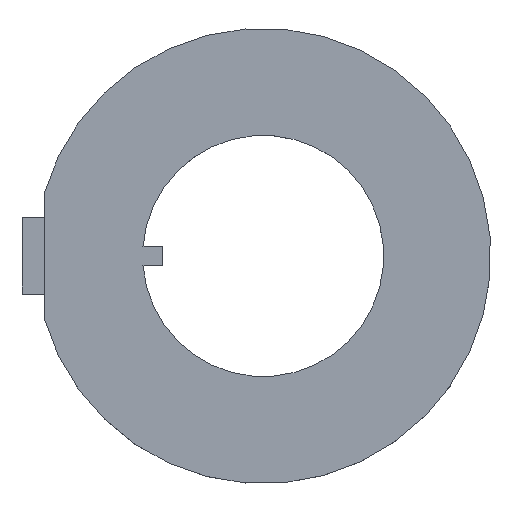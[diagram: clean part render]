
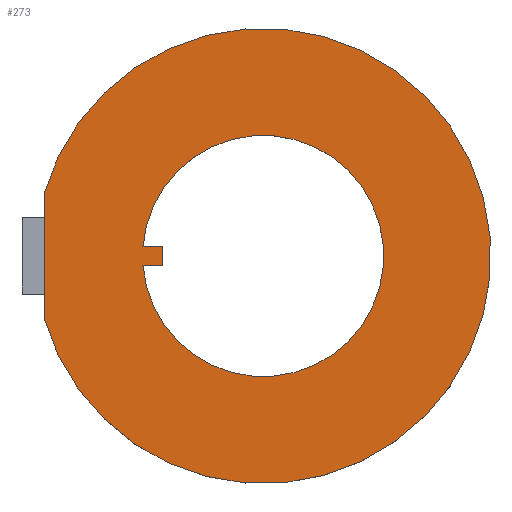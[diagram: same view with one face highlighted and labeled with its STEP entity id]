
A CAD part, top view. The second image highlights one B-rep face of the part: STEP entity #273.
In plain terms, the highlighted planar face has unit normal (0, 0, 1).
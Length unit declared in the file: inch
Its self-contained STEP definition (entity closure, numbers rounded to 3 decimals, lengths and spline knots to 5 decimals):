
#15=FACE_BOUND('',#42,.T.);
#26=FACE_OUTER_BOUND('',#41,.T.);
#41=EDGE_LOOP('',(#209,#210,#211,#212));
#42=EDGE_LOOP('',(#213,#214,#215,#216));
#54=CIRCLE('',#293,0.236);
#55=CIRCLE('',#294,0.125);
#72=LINE('',#414,#103);
#73=LINE('',#418,#104);
#74=LINE('',#421,#105);
#75=LINE('',#426,#106);
#76=LINE('',#428,#107);
#77=LINE('',#429,#108);
#103=VECTOR('',#335,0.079);
#104=VECTOR('',#340,0.02505);
#105=VECTOR('',#343,0.02505);
#106=VECTOR('',#346,0.0206);
#107=VECTOR('',#347,0.02);
#108=VECTOR('',#348,0.0206);
#121=VERTEX_POINT('',#383);
#126=VERTEX_POINT('',#395);
#132=VERTEX_POINT('',#417);
#133=VERTEX_POINT('',#419);
#134=VERTEX_POINT('',#422);
#135=VERTEX_POINT('',#423);
#136=VERTEX_POINT('',#425);
#137=VERTEX_POINT('',#427);
#160=EDGE_CURVE('',#126,#121,#72,.T.);
#161=EDGE_CURVE('',#132,#126,#73,.T.);
#162=EDGE_CURVE('',#133,#132,#54,.T.);
#163=EDGE_CURVE('',#121,#133,#74,.T.);
#164=EDGE_CURVE('',#134,#135,#55,.T.);
#165=EDGE_CURVE('',#135,#136,#75,.T.);
#166=EDGE_CURVE('',#136,#137,#76,.T.);
#167=EDGE_CURVE('',#137,#134,#77,.T.);
#209=ORIENTED_EDGE('',*,*,#160,.F.);
#210=ORIENTED_EDGE('',*,*,#161,.F.);
#211=ORIENTED_EDGE('',*,*,#162,.F.);
#212=ORIENTED_EDGE('',*,*,#163,.F.);
#213=ORIENTED_EDGE('',*,*,#164,.T.);
#214=ORIENTED_EDGE('',*,*,#165,.T.);
#215=ORIENTED_EDGE('',*,*,#166,.T.);
#216=ORIENTED_EDGE('',*,*,#167,.T.);
#260=PLANE('',#292);
#273=ADVANCED_FACE('',(#26,#15),#260,.T.);
#292=AXIS2_PLACEMENT_3D('',#416,#338,#339);
#293=AXIS2_PLACEMENT_3D('',#420,#341,#342);
#294=AXIS2_PLACEMENT_3D('',#424,#344,#345);
#335=DIRECTION('',(0.,1.,0.));
#338=DIRECTION('center_axis',(0.,0.,1.));
#339=DIRECTION('ref_axis',(1.,0.,0.));
#340=DIRECTION('',(0.,1.,0.));
#341=DIRECTION('center_axis',(0.,0.,-1.));
#342=DIRECTION('ref_axis',(-0.962,-0.274,0.));
#343=DIRECTION('',(0.,1.,0.));
#344=DIRECTION('center_axis',(0.,0.,-1.));
#345=DIRECTION('ref_axis',(-0.997,-0.08,0.));
#346=DIRECTION('',(1.,0.,0.));
#347=DIRECTION('',(0.,1.,0.));
#348=DIRECTION('',(-1.,0.,0.));
#383=CARTESIAN_POINT('',(-0.227,0.0395,0.031));
#395=CARTESIAN_POINT('',(-0.227,-0.0395,0.031));
#414=CARTESIAN_POINT('',(-0.227,0.06455,0.031));
#416=CARTESIAN_POINT('Origin',(-0.02044,0.,
0.031));
#417=CARTESIAN_POINT('',(-0.227,-0.06455,0.031));
#418=CARTESIAN_POINT('',(-0.227,0.06455,0.031));
#419=CARTESIAN_POINT('',(-0.227,0.06455,0.031));
#420=CARTESIAN_POINT('Origin',(0.,0.,
0.031));
#421=CARTESIAN_POINT('',(-0.227,0.06455,0.031));
#422=CARTESIAN_POINT('',(-0.1246,0.01,0.031));
#423=CARTESIAN_POINT('',(-0.1246,-0.01,0.031));
#424=CARTESIAN_POINT('Origin',(0.,0.,
0.031));
#425=CARTESIAN_POINT('',(-0.104,-0.01,0.031));
#426=CARTESIAN_POINT('',(-0.07252,-0.01,0.031));
#427=CARTESIAN_POINT('',(-0.104,0.01,0.031));
#428=CARTESIAN_POINT('',(-0.104,-0.005,0.031));
#429=CARTESIAN_POINT('',(-0.06222,0.01,0.031));
